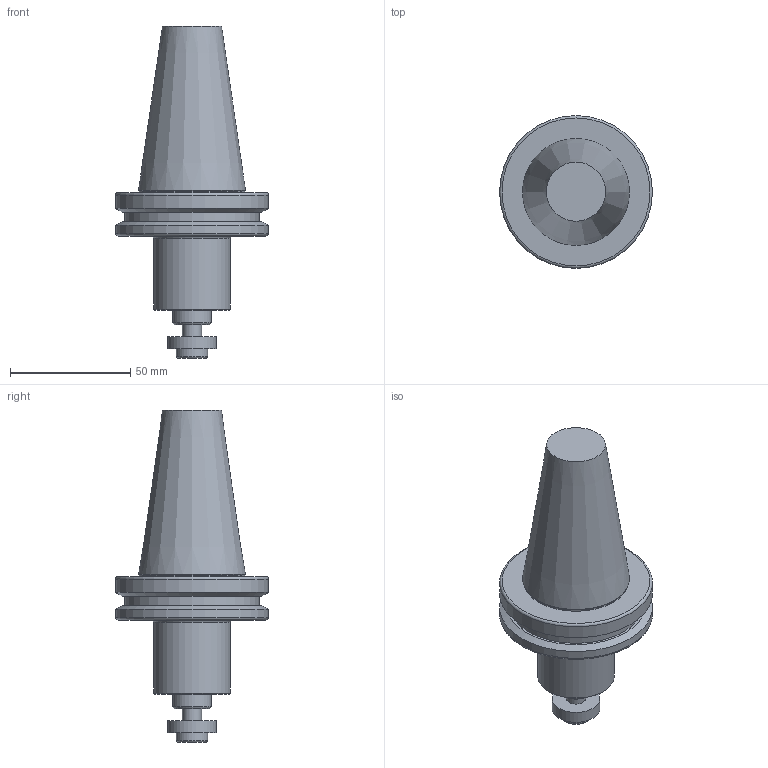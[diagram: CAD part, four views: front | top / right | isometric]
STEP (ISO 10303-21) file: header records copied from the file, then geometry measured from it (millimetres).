
FILE_DESCRIPTION(/* description */ ('3-D model version:1'),/* implementation_level */ '2;1');
FILE_NAME(/* name */ '392.54005C4016045',/* time_stamp */ '2016-12-02T13:59:05',/* author */ ('InteractiveCad'),/* organization */ ('AB Sandvik Coromant'),/* preprocessor_version */ 'ST-DEVELOPER v11',/* originating_system */ 'SIEMENS UGS NX 6.0',/* authorization */ '');
FILE_SCHEMA(('AUTOMOTIVE_DESIGN'));
Length unit declared in the file: millimetre
Products named in the file (1): 392.54005C4016045_635398897464561480_1_stp
Bounding box: 63.5 x 63.5 x 138 mm (x, y, z)
Volume: 148937 mm3; surface area: 21830.1 mm2
Topology: 1 solids, 1 shells, 32 faces, 53 edges, 31 vertices
Faces by surface type: cylinder 10, plane 10, cone 8, torus 4
Full cylindrical faces by diameter (mm): 8 x1, 9 x1, 13 x1, 15.995 x1, 20 x1, 32 x1, 43.85 x1, 56 x1, 63.5 x2
Entity records: 672 total; most frequent: DIRECTION 134, CARTESIAN_POINT 98, AXIS2_PLACEMENT_3D 67, EDGE_LOOP 62, ORIENTED_EDGE 62, FACE_BOUND 60, ADVANCED_FACE 32, VERTEX_POINT 31
